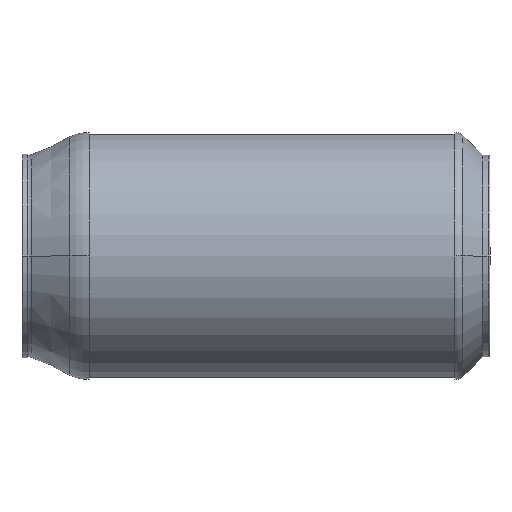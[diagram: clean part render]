
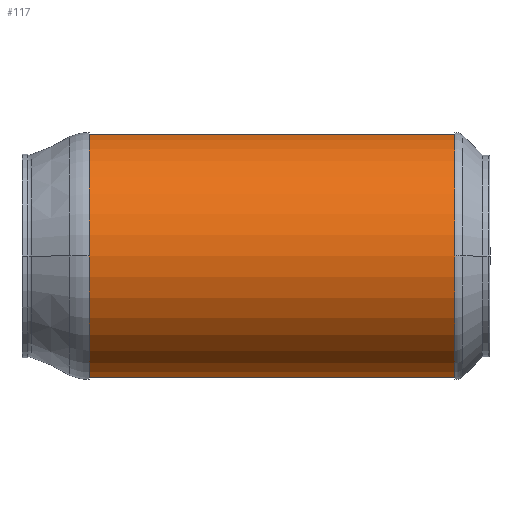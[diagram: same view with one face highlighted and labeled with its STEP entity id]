
A CAD part, left-side view. The second image highlights one B-rep face of the part: STEP entity #117.
In plain terms, the highlighted cylindrical face has radius 32.5 mm (diameter 65 mm), a partial arc.
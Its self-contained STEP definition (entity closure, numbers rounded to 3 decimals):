
#6 = ORIENTED_EDGE ( 'NONE', *, *, #841, .T. ) ;
#117 = ADVANCED_FACE ( 'NONE', ( #2408 ), #2052, .T. ) ;
#141 = CARTESIAN_POINT ( 'NONE',  ( 0., -113.757, 0. ) ) ;
#152 = CARTESIAN_POINT ( 'NONE',  ( -5.679, -17.636, 32. ) ) ;
#195 = CARTESIAN_POINT ( 'NONE',  ( -5.679, -113.757, 32. ) ) ;
#371 = EDGE_CURVE ( 'NONE', #4156, #3386, #987, .T. ) ;
#676 = VECTOR ( 'NONE', #4106, 1000. ) ;
#841 = EDGE_CURVE ( 'NONE', #3436, #4156, #2420, .T. ) ;
#927 = CARTESIAN_POINT ( 'NONE',  ( -5.679, -110., 32. ) ) ;
#987 = CIRCLE ( 'NONE', #3820, 32.5 ) ;
#1020 = CARTESIAN_POINT ( 'NONE',  ( 0., -110., 0. ) ) ;
#1024 = ORIENTED_EDGE ( 'NONE', *, *, #4013, .T. ) ;
#1048 = CARTESIAN_POINT ( 'NONE',  ( -5.679, -17.636, -32. ) ) ;
#1056 = DIRECTION ( 'NONE',  ( 0., -1., 0. ) ) ;
#1153 = ORIENTED_EDGE ( 'NONE', *, *, #1942, .T. ) ;
#1314 = DIRECTION ( 'NONE',  ( 1., 0., 0. ) ) ;
#1354 = CARTESIAN_POINT ( 'NONE',  ( -5.679, -110., -32. ) ) ;
#1440 = DIRECTION ( 'NONE',  ( 1., 0., 0. ) ) ;
#1642 = EDGE_CURVE ( 'NONE', #4218, #1992, #3172, .T. ) ;
#1723 = EDGE_LOOP ( 'NONE', ( #4315, #1024, #6, #3651, #1153, #2083 ) ) ;
#1757 = CARTESIAN_POINT ( 'NONE',  ( -32.5, -113.757, 0. ) ) ;
#1911 = AXIS2_PLACEMENT_3D ( 'NONE', #1020, #3749, #2074 ) ;
#1942 = EDGE_CURVE ( 'NONE', #3386, #3704, #2077, .T. ) ;
#1958 = EDGE_CURVE ( 'NONE', #1992, #3704, #4067, .T. ) ;
#1992 = VERTEX_POINT ( 'NONE', #1757 ) ;
#2052 = CYLINDRICAL_SURFACE ( 'NONE', #1911, 32.5 ) ;
#2074 = DIRECTION ( 'NONE',  ( 1., 0., 0. ) ) ;
#2077 = LINE ( 'NONE', #1354, #676 ) ;
#2083 = ORIENTED_EDGE ( 'NONE', *, *, #1958, .F. ) ;
#2266 = AXIS2_PLACEMENT_3D ( 'NONE', #141, #2842, #1440 ) ;
#2295 = DIRECTION ( 'NONE',  ( 0., 1., 0. ) ) ;
#2339 = DIRECTION ( 'NONE',  ( 1., 0., 0. ) ) ;
#2398 = DIRECTION ( 'NONE',  ( 0., -1., 0. ) ) ;
#2408 = FACE_OUTER_BOUND ( 'NONE', #1723, .T. ) ;
#2420 = CIRCLE ( 'NONE', #3617, 32.5 ) ;
#2433 = CARTESIAN_POINT ( 'NONE',  ( 0., -113.757, 0. ) ) ;
#2560 = CARTESIAN_POINT ( 'NONE',  ( -5.679, -113.757, -32. ) ) ;
#2619 = LINE ( 'NONE', #927, #2759 ) ;
#2725 = CARTESIAN_POINT ( 'NONE',  ( 0., -17.636, 0. ) ) ;
#2759 = VECTOR ( 'NONE', #2295, 1000. ) ;
#2842 = DIRECTION ( 'NONE',  ( 0., -1., 0. ) ) ;
#3004 = DIRECTION ( 'NONE',  ( 0., -1., 0. ) ) ;
#3026 = CARTESIAN_POINT ( 'NONE',  ( 0., -17.636, 0. ) ) ;
#3146 = AXIS2_PLACEMENT_3D ( 'NONE', #2433, #3004, #1314 ) ;
#3172 = CIRCLE ( 'NONE', #2266, 32.5 ) ;
#3386 = VERTEX_POINT ( 'NONE', #1048 ) ;
#3436 = VERTEX_POINT ( 'NONE', #152 ) ;
#3617 = AXIS2_PLACEMENT_3D ( 'NONE', #2725, #2398, #2339 ) ;
#3651 = ORIENTED_EDGE ( 'NONE', *, *, #371, .T. ) ;
#3704 = VERTEX_POINT ( 'NONE', #2560 ) ;
#3749 = DIRECTION ( 'NONE',  ( 0., -1., 0. ) ) ;
#3820 = AXIS2_PLACEMENT_3D ( 'NONE', #3026, #1056, #4122 ) ;
#3889 = CARTESIAN_POINT ( 'NONE',  ( -32.5, -17.636, 0. ) ) ;
#4013 = EDGE_CURVE ( 'NONE', #4218, #3436, #2619, .T. ) ;
#4067 = CIRCLE ( 'NONE', #3146, 32.5 ) ;
#4106 = DIRECTION ( 'NONE',  ( 0., -1., 0. ) ) ;
#4122 = DIRECTION ( 'NONE',  ( 1., 0., 0. ) ) ;
#4156 = VERTEX_POINT ( 'NONE', #3889 ) ;
#4218 = VERTEX_POINT ( 'NONE', #195 ) ;
#4315 = ORIENTED_EDGE ( 'NONE', *, *, #1642, .F. ) ;
